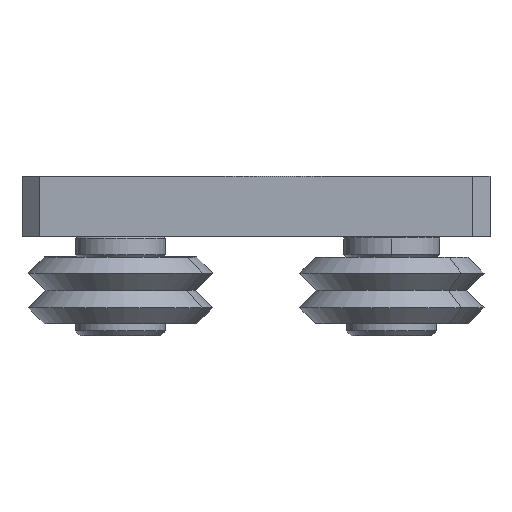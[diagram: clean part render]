
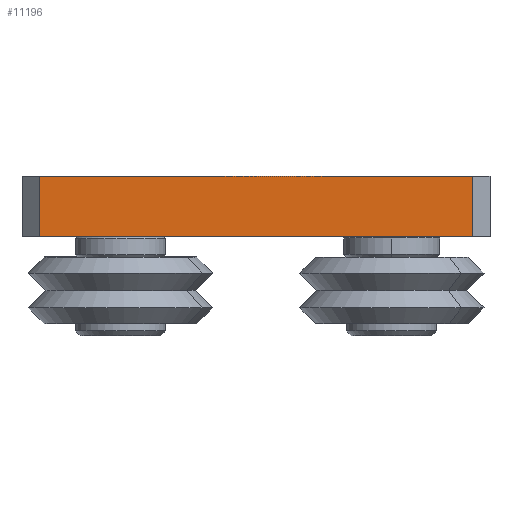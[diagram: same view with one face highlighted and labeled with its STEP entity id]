
A CAD part, front view. The second image highlights one B-rep face of the part: STEP entity #11196.
In plain terms, the highlighted planar face has unit normal (0, -1, 0).
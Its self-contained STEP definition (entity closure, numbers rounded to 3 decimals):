
#63 = FACE_OUTER_BOUND ( 'NONE', #12005, .T. ) ;
#210 = VECTOR ( 'NONE', #1574, 1000. ) ;
#1484 = VECTOR ( 'NONE', #9674, 1000. ) ;
#1574 = DIRECTION ( 'NONE',  ( 1., 0., 0. ) ) ;
#1766 = AXIS2_PLACEMENT_3D ( 'NONE', #12565, #3031, #13082 ) ;
#1775 = LINE ( 'NONE', #8656, #210 ) ;
#2195 = CARTESIAN_POINT ( 'NONE',  ( -36., -60., 10. ) ) ;
#2226 = CARTESIAN_POINT ( 'NONE',  ( -36., -60., 10. ) ) ;
#2373 = EDGE_CURVE ( 'NONE', #10990, #7293, #7700, .T. ) ;
#3031 = DIRECTION ( 'NONE',  ( 0., 1., 0. ) ) ;
#4222 = CARTESIAN_POINT ( 'NONE',  ( -36., -60., 0. ) ) ;
#5167 = CARTESIAN_POINT ( 'NONE',  ( 39., -60., 0. ) ) ;
#6420 = DIRECTION ( 'NONE',  ( 0., 0., -1. ) ) ;
#6811 = PLANE ( 'NONE',  #1766 ) ;
#7293 = VERTEX_POINT ( 'NONE', #4222 ) ;
#7700 = LINE ( 'NONE', #2195, #8389 ) ;
#8389 = VECTOR ( 'NONE', #6420, 1000. ) ;
#8656 = CARTESIAN_POINT ( 'NONE',  ( 39., -60., 10. ) ) ;
#8829 = ORIENTED_EDGE ( 'NONE', *, *, #11423, .T. ) ;
#9316 = CARTESIAN_POINT ( 'NONE',  ( 36., -60., 0. ) ) ;
#9674 = DIRECTION ( 'NONE',  ( 0., 0., 1. ) ) ;
#9936 = VECTOR ( 'NONE', #16346, 1000. ) ;
#10598 = ORIENTED_EDGE ( 'NONE', *, *, #2373, .T. ) ;
#10990 = VERTEX_POINT ( 'NONE', #2226 ) ;
#11196 = ADVANCED_FACE ( 'NONE', ( #63 ), #6811, .F. ) ;
#11423 = EDGE_CURVE ( 'NONE', #12929, #13337, #12381, .T. ) ;
#12005 = EDGE_LOOP ( 'NONE', ( #16398, #10598, #12976, #8829 ) ) ;
#12381 = LINE ( 'NONE', #13988, #1484 ) ;
#12565 = CARTESIAN_POINT ( 'NONE',  ( 39., -60., 10. ) ) ;
#12929 = VERTEX_POINT ( 'NONE', #9316 ) ;
#12976 = ORIENTED_EDGE ( 'NONE', *, *, #17030, .T. ) ;
#13082 = DIRECTION ( 'NONE',  ( -1., 0., 0. ) ) ;
#13337 = VERTEX_POINT ( 'NONE', #16492 ) ;
#13988 = CARTESIAN_POINT ( 'NONE',  ( 36., -60., 10. ) ) ;
#15050 = EDGE_CURVE ( 'NONE', #10990, #13337, #1775, .T. ) ;
#16346 = DIRECTION ( 'NONE',  ( 1., 0., 0. ) ) ;
#16398 = ORIENTED_EDGE ( 'NONE', *, *, #15050, .F. ) ;
#16492 = CARTESIAN_POINT ( 'NONE',  ( 36., -60., 10. ) ) ;
#16539 = LINE ( 'NONE', #5167, #9936 ) ;
#17030 = EDGE_CURVE ( 'NONE', #7293, #12929, #16539, .T. ) ;
